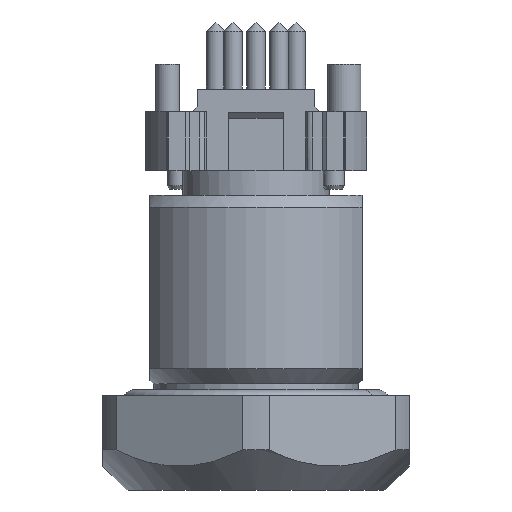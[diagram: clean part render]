
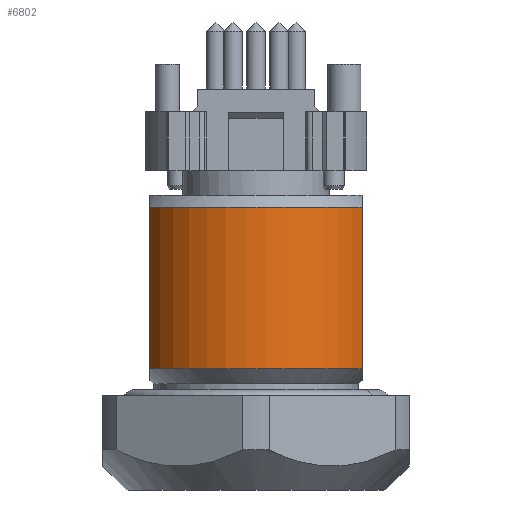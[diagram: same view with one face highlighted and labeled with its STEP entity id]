
A CAD part, front view. The second image highlights one B-rep face of the part: STEP entity #6802.
In plain terms, the highlighted cylindrical face has radius 5 mm (diameter 10 mm), a partial arc.
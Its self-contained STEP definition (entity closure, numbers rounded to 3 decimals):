
#6656=AXIS2_PLACEMENT_3D('Circle Axis2P3D',#6654,#6655,$) ;
#6789=AXIS2_PLACEMENT_3D('Cylinder Axis2P3D',#6786,#6787,#6788) ;
#6793=AXIS2_PLACEMENT_3D('Circle Axis2P3D',#6791,#6792,$) ;
#6651=CARTESIAN_POINT('Vertex',(11.,5.021,5.15)) ;
#6654=CARTESIAN_POINT('Axis2P3D Location',(6.5,7.2,5.15)) ;
#6658=CARTESIAN_POINT('Vertex',(2.,5.021,5.15)) ;
#6691=CARTESIAN_POINT('Vertex',(2.,5.021,12.)) ;
#6709=CARTESIAN_POINT('Line Origine',(2.,5.021,8.575)) ;
#6769=CARTESIAN_POINT('Vertex',(11.,5.021,12.)) ;
#6772=CARTESIAN_POINT('Line Origine',(11.,5.021,8.575)) ;
#6786=CARTESIAN_POINT('Axis2P3D Location',(6.5,7.2,8.825)) ;
#6791=CARTESIAN_POINT('Axis2P3D Location',(6.5,7.2,12.)) ;
#6655=DIRECTION('Axis2P3D Direction',(0.,0.,1.)) ;
#6710=DIRECTION('Vector Direction',(0.,0.,-1.)) ;
#6773=DIRECTION('Vector Direction',(0.,0.,1.)) ;
#6787=DIRECTION('Axis2P3D Direction',(0.,0.,-1.)) ;
#6788=DIRECTION('Axis2P3D XDirection',(1.,0.,0.)) ;
#6792=DIRECTION('Axis2P3D Direction',(0.,0.,-1.)) ;
#6711=VECTOR('Line Direction',#6710,1.) ;
#6774=VECTOR('Line Direction',#6773,1.) ;
#6797=ORIENTED_EDGE('',*,*,#6776,.T.) ;
#6798=ORIENTED_EDGE('',*,*,#6795,.F.) ;
#6799=ORIENTED_EDGE('',*,*,#6713,.T.) ;
#6800=ORIENTED_EDGE('',*,*,#6660,.F.) ;
#6802=ADVANCED_FACE('V2',(#6801),#6790,.T.) ;
#6657=CIRCLE('generated circle',#6656,5.) ;
#6794=CIRCLE('generated circle',#6793,5.) ;
#6790=CYLINDRICAL_SURFACE('generated cylinder',#6789,5.) ;
#6660=EDGE_CURVE('',#6652,#6659,#6657,.F.) ;
#6713=EDGE_CURVE('',#6692,#6659,#6712,.T.) ;
#6776=EDGE_CURVE('',#6652,#6770,#6775,.T.) ;
#6795=EDGE_CURVE('',#6692,#6770,#6794,.F.) ;
#6796=EDGE_LOOP('',(#6797,#6798,#6799,#6800)) ;
#6801=FACE_OUTER_BOUND('',#6796,.T.) ;
#6712=LINE('Line',#6709,#6711) ;
#6775=LINE('Line',#6772,#6774) ;
#6652=VERTEX_POINT('',#6651) ;
#6659=VERTEX_POINT('',#6658) ;
#6692=VERTEX_POINT('',#6691) ;
#6770=VERTEX_POINT('',#6769) ;
